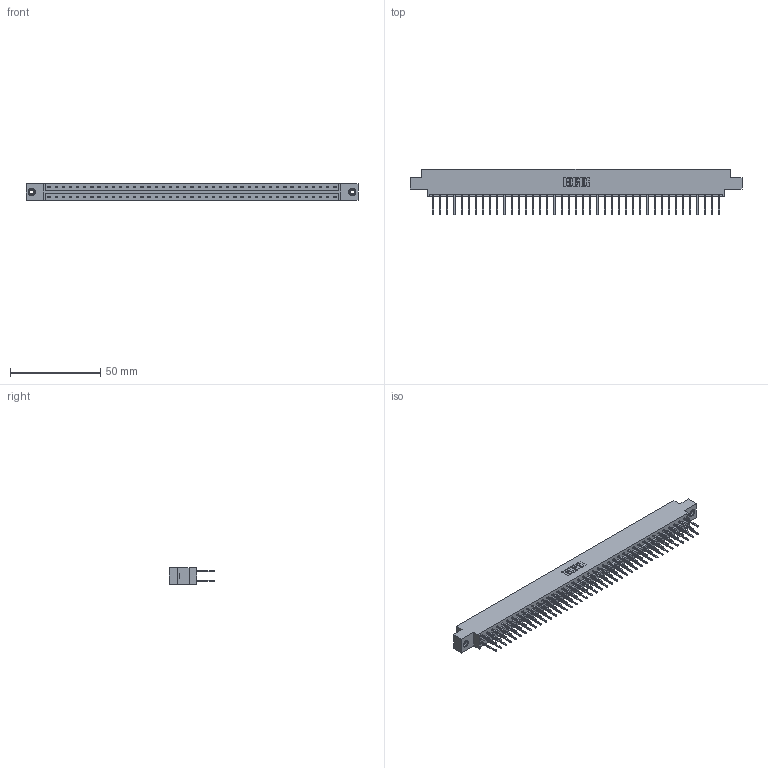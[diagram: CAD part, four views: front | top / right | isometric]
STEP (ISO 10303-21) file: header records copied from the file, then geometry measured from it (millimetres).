
FILE_DESCRIPTION (( 'STEP AP203' ), '1' );
FILE_NAME ('333-082-523-808.STEP', '2018-08-05T02:50:19', ( '' ), ( '' ), 'SwSTEP 2.0', 'SolidWorks 2016', '' );
FILE_SCHEMA (( 'CONFIG_CONTROL_DESIGN' ));
Length unit declared in the file: inch
Products named in the file (4): 345-250-001_345-250-003-102; 333-082-523-808; 333 Part_Offset - .156 Dia - TI; 345-292-001_345-293-123
Assembly tree (85 placements, depth 2):
  333-082-523-808
    333 Part_Offset - .156 Dia - TI
    345-292-001_345-293-123  x82
    345-250-001_345-250-003-102  x2
Bounding box: 184 x 25.15 x 9.4 mm (x, y, z)
Volume: 18709.5 mm3; surface area: 23146.7 mm2
Topology: 85 solids, 85 shells, 4442 faces, 13169 edges, 8662 vertices
Faces by surface type: plane 3058, cylinder 1368, cone 12, torus 4
Entity records: 27842 total; most frequent: CARTESIAN_POINT 4601, ORIENTED_EDGE 4530, DIRECTION 3963, EDGE_CURVE 2265, VECTOR 2117, LINE 2117, VERTEX_POINT 1504, AXIS2_PLACEMENT_3D 923
